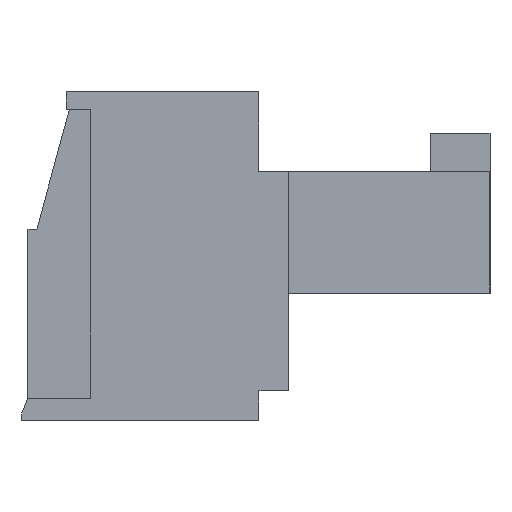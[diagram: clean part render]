
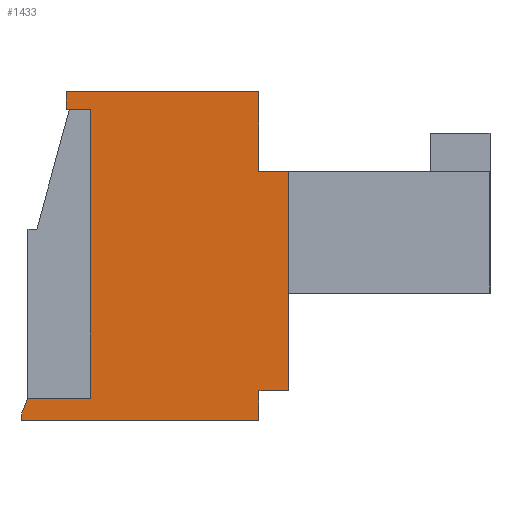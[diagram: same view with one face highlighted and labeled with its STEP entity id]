
A CAD part, left-side view. The second image highlights one B-rep face of the part: STEP entity #1433.
In plain terms, the highlighted planar face has unit normal (-1, 0, 0).
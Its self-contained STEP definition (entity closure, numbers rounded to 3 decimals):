
#1433 = ADVANCED_FACE( '', ( #2973 ), #2974, .T. );
#2973 = FACE_OUTER_BOUND( '', #4647, .T. );
#2974 = PLANE( '', #4648 );
#4647 = EDGE_LOOP( '', ( #8333, #8334, #8335, #8336, #8337, #8338, #8339, #8340, #8341, #8342, #8343, #8344, #8345 ) );
#4648 = AXIS2_PLACEMENT_3D( '', #8346, #8347, #8348 );
#8333 = ORIENTED_EDGE( '', *, *, #11477, .T. );
#8334 = ORIENTED_EDGE( '', *, *, #11159, .T. );
#8335 = ORIENTED_EDGE( '', *, *, #11132, .T. );
#8336 = ORIENTED_EDGE( '', *, *, #10635, .T. );
#8337 = ORIENTED_EDGE( '', *, *, #11478, .T. );
#8338 = ORIENTED_EDGE( '', *, *, #11479, .F. );
#8339 = ORIENTED_EDGE( '', *, *, #11016, .T. );
#8340 = ORIENTED_EDGE( '', *, *, #10821, .T. );
#8341 = ORIENTED_EDGE( '', *, *, #11480, .T. );
#8342 = ORIENTED_EDGE( '', *, *, #11053, .T. );
#8343 = ORIENTED_EDGE( '', *, *, #10526, .T. );
#8344 = ORIENTED_EDGE( '', *, *, #10705, .T. );
#8345 = ORIENTED_EDGE( '', *, *, #10261, .T. );
#8346 = CARTESIAN_POINT( '', ( -10.5, 0., 0. ) );
#8347 = DIRECTION( '', ( -1., 0., 0. ) );
#8348 = DIRECTION( '', ( 0., 0., 1. ) );
#10261 = EDGE_CURVE( '', #12359, #12357, #12360, .T. );
#10526 = EDGE_CURVE( '', #12800, #12798, #12801, .T. );
#10635 = EDGE_CURVE( '', #12978, #12979, #12980, .T. );
#10705 = EDGE_CURVE( '', #12798, #12359, #13091, .T. );
#10821 = EDGE_CURVE( '', #13274, #13272, #13275, .T. );
#11016 = EDGE_CURVE( '', #13572, #13274, #13573, .T. );
#11053 = EDGE_CURVE( '', #13623, #12800, #13624, .T. );
#11132 = EDGE_CURVE( '', #13737, #12978, #13738, .T. );
#11159 = EDGE_CURVE( '', #13778, #13737, #13779, .F. );
#11477 = EDGE_CURVE( '', #12357, #13778, #14197, .T. );
#11478 = EDGE_CURVE( '', #12979, #14198, #14199, .T. );
#11479 = EDGE_CURVE( '', #13572, #14198, #14200, .T. );
#11480 = EDGE_CURVE( '', #13272, #13623, #14201, .T. );
#12357 = VERTEX_POINT( '', #15343 );
#12359 = VERTEX_POINT( '', #15346 );
#12360 = LINE( '', #15347, #15348 );
#12798 = VERTEX_POINT( '', #15972 );
#12800 = VERTEX_POINT( '', #15975 );
#12801 = LINE( '', #15976, #15977 );
#12978 = VERTEX_POINT( '', #16235 );
#12979 = VERTEX_POINT( '', #16236 );
#12980 = LINE( '', #16237, #16238 );
#13091 = LINE( '', #16404, #16405 );
#13272 = VERTEX_POINT( '', #16678 );
#13274 = VERTEX_POINT( '', #16681 );
#13275 = LINE( '', #16682, #16683 );
#13572 = VERTEX_POINT( '', #17109 );
#13573 = LINE( '', #17110, #17111 );
#13623 = VERTEX_POINT( '', #17182 );
#13624 = LINE( '', #17183, #17184 );
#13737 = VERTEX_POINT( '', #17350 );
#13738 = LINE( '', #17351, #17352 );
#13778 = VERTEX_POINT( '', #17409 );
#13779 = LINE( '', #17410, #17411 );
#14197 = LINE( '', #18049, #18050 );
#14198 = VERTEX_POINT( '', #18051 );
#14199 = LINE( '', #18052, #18053 );
#14200 = LINE( '', #18054, #18055 );
#14201 = LINE( '', #18056, #18057 );
#15343 = CARTESIAN_POINT( '', ( -10.5, 1.7, -4.875 ) );
#15346 = CARTESIAN_POINT( '', ( -10.5, 1.7, 4.875 ) );
#15347 = CARTESIAN_POINT( '', ( -10.5, 1.7, 4.875 ) );
#15348 = VECTOR( '', #18846, 1000. );
#15972 = CARTESIAN_POINT( '', ( -10.5, 2.5, 4.875 ) );
#15975 = CARTESIAN_POINT( '', ( -10.5, 2.5, 5.475 ) );
#15976 = CARTESIAN_POINT( '', ( -10.5, 2.5, 5.475 ) );
#15977 = VECTOR( '', #19109, 1000. );
#16235 = CARTESIAN_POINT( '', ( -10.5, 4., -5.625 ) );
#16236 = CARTESIAN_POINT( '', ( -10.5, -4., -5.625 ) );
#16237 = CARTESIAN_POINT( '', ( -10.5, 4., -5.625 ) );
#16238 = VECTOR( '', #19209, 1000. );
#16404 = CARTESIAN_POINT( '', ( -10.5, 2.5, 4.875 ) );
#16405 = VECTOR( '', #19268, 1000. );
#16678 = CARTESIAN_POINT( '', ( -10.5, -4., 2.775 ) );
#16681 = CARTESIAN_POINT( '', ( -10.5, -5., 2.775 ) );
#16682 = CARTESIAN_POINT( '', ( -10.5, -5., 2.775 ) );
#16683 = VECTOR( '', #19368, 1000. );
#17109 = CARTESIAN_POINT( '', ( -10.5, -5., -4.625 ) );
#17110 = CARTESIAN_POINT( '', ( -10.5, -5., -4.625 ) );
#17111 = VECTOR( '', #19561, 1000. );
#17182 = CARTESIAN_POINT( '', ( -10.5, -4., 5.475 ) );
#17183 = CARTESIAN_POINT( '', ( -10.5, -4., 5.475 ) );
#17184 = VECTOR( '', #19595, 1000. );
#17350 = CARTESIAN_POINT( '', ( -10.5, 4., -5.375 ) );
#17351 = CARTESIAN_POINT( '', ( -10.5, 4., -4.875 ) );
#17352 = VECTOR( '', #19673, 1000. );
#17409 = CARTESIAN_POINT( '', ( -10.5, 3.805, -4.875 ) );
#17410 = CARTESIAN_POINT( '', ( -10.5, 1.652, 0.644 ) );
#17411 = VECTOR( '', #19697, 1000. );
#18049 = CARTESIAN_POINT( '', ( -10.5, 1.7, -4.875 ) );
#18050 = VECTOR( '', #19945, 1000. );
#18051 = CARTESIAN_POINT( '', ( -10.5, -4., -4.625 ) );
#18052 = CARTESIAN_POINT( '', ( -10.5, -4., -5.625 ) );
#18053 = VECTOR( '', #19946, 1000. );
#18054 = CARTESIAN_POINT( '', ( -10.5, -5., -4.625 ) );
#18055 = VECTOR( '', #19947, 1000. );
#18056 = CARTESIAN_POINT( '', ( -10.5, -4., -5.625 ) );
#18057 = VECTOR( '', #19948, 1000. );
#18846 = DIRECTION( '', ( 0., 0., -1. ) );
#19109 = DIRECTION( '', ( 0., 0., -1. ) );
#19209 = DIRECTION( '', ( 0., -1., 0. ) );
#19268 = DIRECTION( '', ( 0., -1., 0. ) );
#19368 = DIRECTION( '', ( 0., 1., 0. ) );
#19561 = DIRECTION( '', ( 0., 0., 1. ) );
#19595 = DIRECTION( '', ( 0., 1., 0. ) );
#19673 = DIRECTION( '', ( 0., 0., -1. ) );
#19697 = DIRECTION( '', ( 0., -0.363, 0.932 ) );
#19945 = DIRECTION( '', ( 0., 1., 0. ) );
#19946 = DIRECTION( '', ( 0., 0., 1. ) );
#19947 = DIRECTION( '', ( 0., 1., 0. ) );
#19948 = DIRECTION( '', ( 0., 0., 1. ) );
